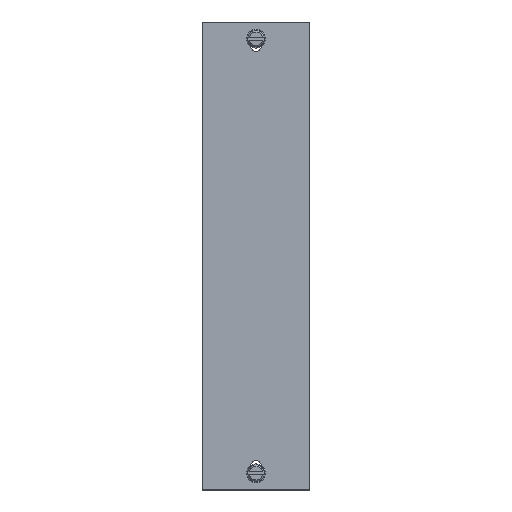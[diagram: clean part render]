
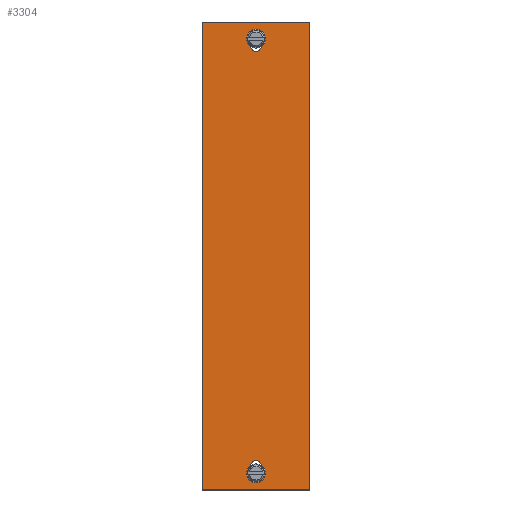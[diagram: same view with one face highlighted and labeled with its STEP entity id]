
A CAD part, top view. The second image highlights one B-rep face of the part: STEP entity #3304.
In plain terms, the highlighted planar face has unit normal (0, 0, 1).
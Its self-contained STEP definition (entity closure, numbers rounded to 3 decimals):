
#73=DIRECTION('',(0.,-1.,0.));
#74=VECTOR('',#73,174.7);
#75=CARTESIAN_POINT('',(-20.,87.35,2.));
#76=LINE('',#75,#74);
#77=DIRECTION('',(-1.,0.,0.));
#78=VECTOR('',#77,40.);
#79=CARTESIAN_POINT('',(20.,87.35,2.));
#80=LINE('',#79,#78);
#81=DIRECTION('',(0.,1.,0.));
#82=VECTOR('',#81,174.7);
#83=CARTESIAN_POINT('',(20.,-87.35,2.));
#84=LINE('',#83,#82);
#85=DIRECTION('',(1.,0.,0.));
#86=VECTOR('',#85,40.);
#87=CARTESIAN_POINT('',(-20.,-87.35,2.));
#88=LINE('',#87,#86);
#89=CARTESIAN_POINT('',(0.,-81.1,2.));
#90=DIRECTION('',(0.,0.,1.));
#91=DIRECTION('',(1.,0.,0.));
#92=AXIS2_PLACEMENT_3D('',#89,#90,#91);
#94=CARTESIAN_POINT('',(0.,-78.35,2.));
#95=DIRECTION('',(0.,0.,1.));
#96=DIRECTION('',(0.998,0.063,0.));
#97=AXIS2_PLACEMENT_3D('',#94,#95,#96);
#99=CARTESIAN_POINT('',(0.,-81.1,2.));
#100=DIRECTION('',(0.,0.,1.));
#101=DIRECTION('',(-0.57,0.821,0.));
#102=AXIS2_PLACEMENT_3D('',#99,#100,#101);
#104=CARTESIAN_POINT('',(0.,-81.1,2.));
#105=DIRECTION('',(0.,0.,1.));
#106=DIRECTION('',(-1.,0.,0.));
#107=AXIS2_PLACEMENT_3D('',#104,#105,#106);
#109=CARTESIAN_POINT('',(0.,81.1,2.));
#110=DIRECTION('',(0.,0.,1.));
#111=DIRECTION('',(1.,0.,0.));
#112=AXIS2_PLACEMENT_3D('',#109,#110,#111);
#114=CARTESIAN_POINT('',(0.,81.1,2.));
#115=DIRECTION('',(0.,0.,1.));
#116=DIRECTION('',(-1.,0.,0.));
#117=AXIS2_PLACEMENT_3D('',#114,#115,#116);
#119=CARTESIAN_POINT('',(0.,78.35,2.));
#120=DIRECTION('',(0.,0.,1.));
#121=DIRECTION('',(-0.998,-0.063,0.));
#122=AXIS2_PLACEMENT_3D('',#119,#120,#121);
#124=CARTESIAN_POINT('',(0.,81.1,2.));
#125=DIRECTION('',(0.,0.,1.));
#126=DIRECTION('',(0.57,-0.821,0.));
#127=AXIS2_PLACEMENT_3D('',#124,#125,#126);
#2693=CARTESIAN_POINT('',(-20.,87.35,2.));
#2694=CARTESIAN_POINT('',(-20.,-87.35,2.));
#2695=VERTEX_POINT('',#2693);
#2696=VERTEX_POINT('',#2694);
#2697=CARTESIAN_POINT('',(20.,-87.35,2.));
#2698=VERTEX_POINT('',#2697);
#2699=CARTESIAN_POINT('',(20.,87.35,2.));
#2700=VERTEX_POINT('',#2699);
#2713=CARTESIAN_POINT('',(3.5,-81.1,2.));
#2714=CARTESIAN_POINT('',(1.996,-78.225,2.));
#2715=VERTEX_POINT('',#2713);
#2716=VERTEX_POINT('',#2714);
#2717=CARTESIAN_POINT('',(-1.996,-78.225,2.));
#2718=CARTESIAN_POINT('',(-3.5,-81.1,2.));
#2719=VERTEX_POINT('',#2717);
#2720=VERTEX_POINT('',#2718);
#2741=CARTESIAN_POINT('',(3.5,81.1,2.));
#2742=CARTESIAN_POINT('',(-3.5,81.1,2.));
#2743=VERTEX_POINT('',#2741);
#2744=VERTEX_POINT('',#2742);
#2745=CARTESIAN_POINT('',(-1.996,78.225,2.));
#2746=VERTEX_POINT('',#2745);
#2747=CARTESIAN_POINT('',(1.996,78.225,2.));
#2748=VERTEX_POINT('',#2747);
#3273=CARTESIAN_POINT('',(0.,0.,2.));
#3274=DIRECTION('',(0.,0.,1.));
#3275=DIRECTION('',(1.,0.,0.));
#3276=AXIS2_PLACEMENT_3D('',#3273,#3274,#3275);
#3277=PLANE('',#3276);
#3278=ORIENTED_EDGE('',*,*,#3225,.F.);
#3279=ORIENTED_EDGE('',*,*,#3240,.F.);
#3280=ORIENTED_EDGE('',*,*,#3254,.F.);
#3281=ORIENTED_EDGE('',*,*,#3267,.F.);
#3282=EDGE_LOOP('',(#3278,#3279,#3280,#3281));
#3283=FACE_OUTER_BOUND('',#3282,.F.);
#3285=ORIENTED_EDGE('',*,*,#3284,.T.);
#3287=ORIENTED_EDGE('',*,*,#3286,.T.);
#3289=ORIENTED_EDGE('',*,*,#3288,.T.);
#3291=ORIENTED_EDGE('',*,*,#3290,.T.);
#3292=EDGE_LOOP('',(#3285,#3287,#3289,#3291));
#3293=FACE_BOUND('',#3292,.F.);
#3295=ORIENTED_EDGE('',*,*,#3294,.T.);
#3297=ORIENTED_EDGE('',*,*,#3296,.T.);
#3299=ORIENTED_EDGE('',*,*,#3298,.T.);
#3301=ORIENTED_EDGE('',*,*,#3300,.T.);
#3302=EDGE_LOOP('',(#3295,#3297,#3299,#3301));
#3303=FACE_BOUND('',#3302,.F.);
#3304=ADVANCED_FACE('',(#3283,#3293,#3303),#3277,.T.);
#93=CIRCLE('',#92,3.5);
#98=CIRCLE('',#97,2.);
#103=CIRCLE('',#102,3.5);
#108=CIRCLE('',#107,3.5);
#113=CIRCLE('',#112,3.5);
#118=CIRCLE('',#117,3.5);
#123=CIRCLE('',#122,2.);
#128=CIRCLE('',#127,3.5);
#3225=EDGE_CURVE('',#2695,#2696,#76,.T.);
#3240=EDGE_CURVE('',#2700,#2695,#80,.T.);
#3254=EDGE_CURVE('',#2698,#2700,#84,.T.);
#3267=EDGE_CURVE('',#2696,#2698,#88,.T.);
#3284=EDGE_CURVE('',#2715,#2716,#93,.T.);
#3286=EDGE_CURVE('',#2716,#2719,#98,.T.);
#3288=EDGE_CURVE('',#2719,#2720,#103,.T.);
#3290=EDGE_CURVE('',#2720,#2715,#108,.T.);
#3294=EDGE_CURVE('',#2743,#2744,#113,.T.);
#3296=EDGE_CURVE('',#2744,#2746,#118,.T.);
#3298=EDGE_CURVE('',#2746,#2748,#123,.T.);
#3300=EDGE_CURVE('',#2748,#2743,#128,.T.);
